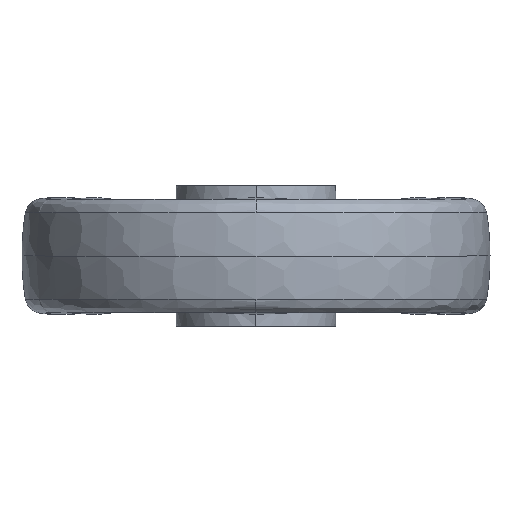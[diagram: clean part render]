
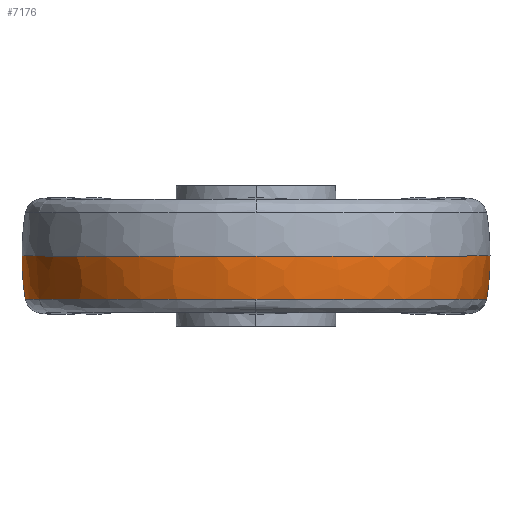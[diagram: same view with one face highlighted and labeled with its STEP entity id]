
A CAD part, left-side view. The second image highlights one B-rep face of the part: STEP entity #7176.
In plain terms, the highlighted toroidal (fillet/blend) face has major radius 4.992 mm and minor radius 105 mm.
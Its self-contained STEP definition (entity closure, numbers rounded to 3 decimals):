
#6 = ORIENTED_EDGE ( 'NONE', *, *, #6185, .T. ) ;
#516 = CARTESIAN_POINT ( 'NONE',  ( 0., 98.58, -18.561 ) ) ;
#547 = DIRECTION ( 'NONE',  ( 0., 0., 1. ) ) ;
#717 = CARTESIAN_POINT ( 'NONE',  ( -98.58, 0., -18.561 ) ) ;
#1081 = AXIS2_PLACEMENT_3D ( 'NONE', #5862, #2918, #1762 ) ;
#1104 = DIRECTION ( 'NONE',  ( 0., 0., 1. ) ) ;
#1357 = ORIENTED_EDGE ( 'NONE', *, *, #7476, .T. ) ;
#1584 = DIRECTION ( 'NONE',  ( 1., 0., 0. ) ) ;
#1745 = CARTESIAN_POINT ( 'NONE',  ( 0., 0., -18.561 ) ) ;
#1746 = AXIS2_PLACEMENT_3D ( 'NONE', #6792, #3549, #3407 ) ;
#1762 = DIRECTION ( 'NONE',  ( 0., 0., -1. ) ) ;
#2123 = DIRECTION ( 'NONE',  ( 0., -1., 0. ) ) ;
#2289 = ORIENTED_EDGE ( 'NONE', *, *, #5723, .F. ) ;
#2331 = ORIENTED_EDGE ( 'NONE', *, *, #6538, .T. ) ;
#2577 = AXIS2_PLACEMENT_3D ( 'NONE', #1745, #547, #6314 ) ;
#2581 = FACE_OUTER_BOUND ( 'NONE', #3615, .T. ) ;
#2653 = CIRCLE ( 'NONE', #1081, 105. ) ;
#2918 = DIRECTION ( 'NONE',  ( 1., 0., 0. ) ) ;
#3233 = DIRECTION ( 'NONE',  ( 0., 0., 1. ) ) ;
#3407 = DIRECTION ( 'NONE',  ( 0., -1., 0. ) ) ;
#3549 = DIRECTION ( 'NONE',  ( 0., 0., 1. ) ) ;
#3572 = VERTEX_POINT ( 'NONE', #516 ) ;
#3615 = EDGE_LOOP ( 'NONE', ( #3952, #1357, #2331, #6, #2289 ) ) ;
#3661 = CARTESIAN_POINT ( 'NONE',  ( 0., 4.992, -1.304 ) ) ;
#3671 = CARTESIAN_POINT ( 'NONE',  ( 0., -98.58, -18.561 ) ) ;
#3810 = EDGE_CURVE ( 'NONE', #3572, #7177, #2653, .T. ) ;
#3902 = TOROIDAL_SURFACE ( 'NONE', #1746, -4.992, 105. ) ;
#3909 = CIRCLE ( 'NONE', #5234, 98.58 ) ;
#3952 = ORIENTED_EDGE ( 'NONE', *, *, #3810, .F. ) ;
#4246 = CIRCLE ( 'NONE', #5808, 100. ) ;
#4925 = VERTEX_POINT ( 'NONE', #5898 ) ;
#5119 = VERTEX_POINT ( 'NONE', #3671 ) ;
#5234 = AXIS2_PLACEMENT_3D ( 'NONE', #6811, #3233, #1584 ) ;
#5310 = DIRECTION ( 'NONE',  ( -1., 0., 0. ) ) ;
#5557 = CARTESIAN_POINT ( 'NONE',  ( 0., 100., 0. ) ) ;
#5723 = EDGE_CURVE ( 'NONE', #7177, #4925, #4246, .T. ) ;
#5808 = AXIS2_PLACEMENT_3D ( 'NONE', #7237, #1104, #2123 ) ;
#5813 = VERTEX_POINT ( 'NONE', #717 ) ;
#5862 = CARTESIAN_POINT ( 'NONE',  ( 0., -4.992, -1.304 ) ) ;
#5898 = CARTESIAN_POINT ( 'NONE',  ( 0., -100., 0. ) ) ;
#6111 = DIRECTION ( 'NONE',  ( 0., 0., 1. ) ) ;
#6182 = CIRCLE ( 'NONE', #2577, 98.58 ) ;
#6185 = EDGE_CURVE ( 'NONE', #5119, #4925, #7012, .T. ) ;
#6314 = DIRECTION ( 'NONE',  ( 1., 0., 0. ) ) ;
#6404 = AXIS2_PLACEMENT_3D ( 'NONE', #3661, #5310, #6111 ) ;
#6538 = EDGE_CURVE ( 'NONE', #5813, #5119, #6182, .T. ) ;
#6792 = CARTESIAN_POINT ( 'NONE',  ( 0., 0., -1.304 ) ) ;
#6811 = CARTESIAN_POINT ( 'NONE',  ( 0., 0., -18.561 ) ) ;
#7012 = CIRCLE ( 'NONE', #6404, 105. ) ;
#7176 = ADVANCED_FACE ( 'NONE', ( #2581 ), #3902, .T. ) ;
#7177 = VERTEX_POINT ( 'NONE', #5557 ) ;
#7237 = CARTESIAN_POINT ( 'NONE',  ( 0., 0., 0. ) ) ;
#7476 = EDGE_CURVE ( 'NONE', #3572, #5813, #3909, .T. ) ;
